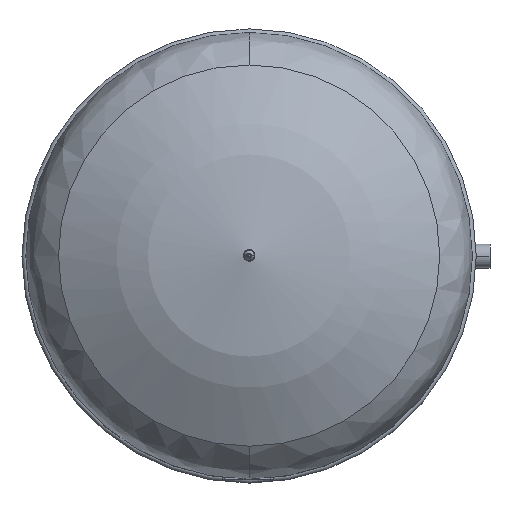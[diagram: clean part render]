
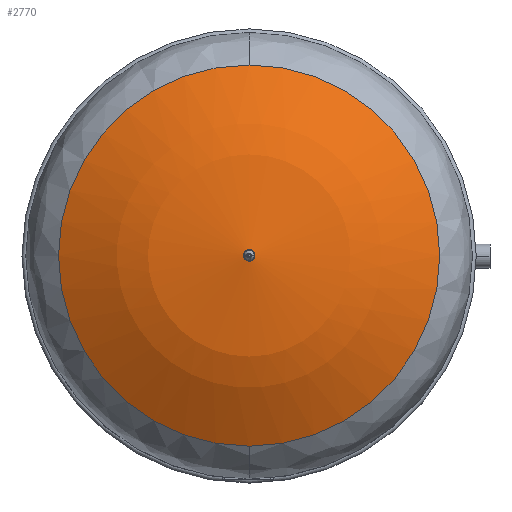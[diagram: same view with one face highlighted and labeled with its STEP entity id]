
A CAD part, top view. The second image highlights one B-rep face of the part: STEP entity #2770.
In plain terms, the highlighted free-form (B-spline) face has degree [2, 2] with [3, 3] control points.
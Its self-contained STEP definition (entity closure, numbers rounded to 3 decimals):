
#2696=CARTESIAN_POINT('',(0.,-270.639,697.086));
#2697=VERTEX_POINT('',#2696);
#2715=CARTESIAN_POINT('',(0.,270.639,697.086));
#2716=VERTEX_POINT('',#2715);
#2724=CARTESIAN_POINT('',(0.,0.,697.086));
#2725=DIRECTION('',(0.0,0.0,1.0));
#2726=DIRECTION('',(-1.0,0.0,0.0));
#2727=AXIS2_PLACEMENT_3D('',#2724,#2725,#2726);
#2728=CIRCLE('',#2727,270.639);
#2729=EDGE_CURVE('',#2697,#2716,#2728,.T.);
#2734=CARTESIAN_POINT('',(-229.212,270.639,631.099));
#2735=CARTESIAN_POINT('',(-319.554,0.,775.));
#2736=CARTESIAN_POINT('',(-229.212,-270.639,631.099));
#2737=CARTESIAN_POINT('',(0.,270.639,775.));
#2738=CARTESIAN_POINT('',(0.,0.,975.618));
#2739=CARTESIAN_POINT('',(0.,-270.639,775.0));
#2740=CARTESIAN_POINT('',(229.212,270.639,631.099));
#2741=CARTESIAN_POINT('',(319.554,0.,775.));
#2742=CARTESIAN_POINT('',(229.212,-270.639,631.099));
#2750=(BOUNDED_SURFACE()B_SPLINE_SURFACE(2,2,((#2734,#2737,#2740),(#2735,#2738,#2741),(#2736,#2739,#2742)),.UNSPECIFIED.,.F.,.F.,.U.)B_SPLINE_SURFACE_WITH_KNOTS((3,3),(3,3),(-0.561,0.561),(0.0,1.121),.UNSPECIFIED.)GEOMETRIC_REPRESENTATION_ITEM()RATIONAL_B_SPLINE_SURFACE(((1.0,0.847,1.0),(0.847,0.717,0.847),(1.0,0.847,1.0)))REPRESENTATION_ITEM('')SURFACE());
#2751=CARTESIAN_POINT('',(-270.639,0.,697.086));
#2752=VERTEX_POINT('',#2751);
#2753=CARTESIAN_POINT('',(0.,0.,697.086));
#2754=DIRECTION('',(0.0,0.0,1.0));
#2755=DIRECTION('',(-1.0,0.0,0.0));
#2756=AXIS2_PLACEMENT_3D('',#2753,#2754,#2755);
#2757=CIRCLE('',#2756,270.639);
#2758=EDGE_CURVE('',#2752,#2697,#2757,.T.);
#2759=ORIENTED_EDGE('',*,*,#2758,.T.);
#2760=ORIENTED_EDGE('',*,*,#2729,.T.);
#2761=CARTESIAN_POINT('',(0.,0.,697.086));
#2762=DIRECTION('',(0.0,0.0,1.0));
#2763=DIRECTION('',(-1.0,0.0,0.0));
#2764=AXIS2_PLACEMENT_3D('',#2761,#2762,#2763);
#2765=CIRCLE('',#2764,270.639);
#2766=EDGE_CURVE('',#2716,#2752,#2765,.T.);
#2767=ORIENTED_EDGE('',*,*,#2766,.T.);
#2768=EDGE_LOOP('',(#2759,#2760,#2767));
#2769=FACE_OUTER_BOUND('',#2768,.T.);
#2770=ADVANCED_FACE('',(#2769),#2750,.T.);
